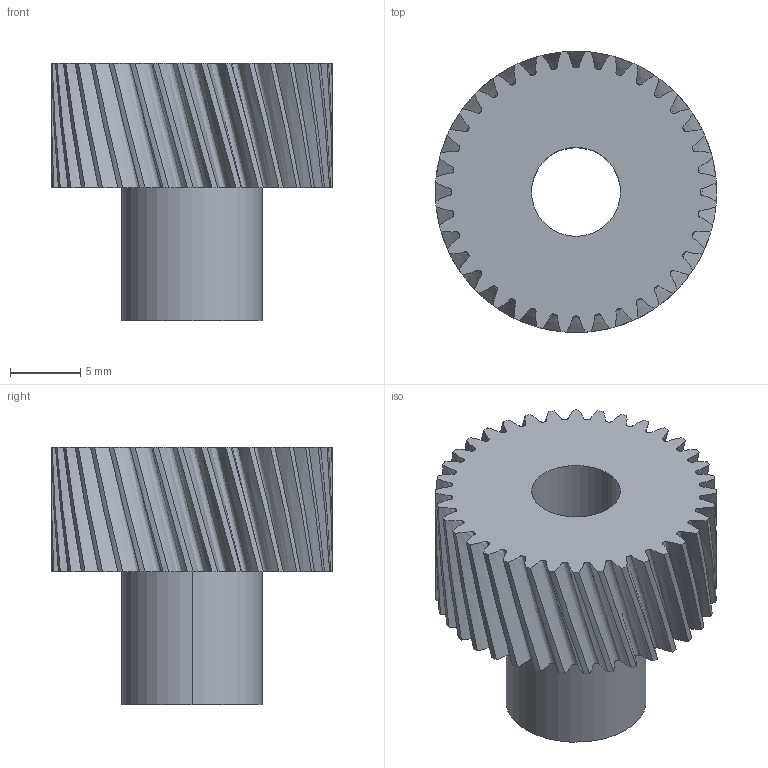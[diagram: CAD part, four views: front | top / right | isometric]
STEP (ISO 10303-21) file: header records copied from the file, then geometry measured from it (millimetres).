
FILE_DESCRIPTION (( 'STEP AP214' ), '1' );
FILE_NAME ('Gear00284.STEP', '2017-09-12T08:58:37', ( '13' ), ( '' ), 'SwSTEP 2.0', 'SolidWorks 2012', '' );
FILE_SCHEMA (( 'AUTOMOTIVE_DESIGN' ));
Length unit declared in the file: millimetre
Products named in the file (1): Gear00284
Bounding box: 20.07 x 20.07 x 18.4 mm (x, y, z)
Volume: 2676 mm3; surface area: 2222.1 mm2
Topology: 1 solids, 1 shells, 81 faces, 234 edges, 156 vertices
Faces by surface type: cylinder 42, bspline 36, plane 3
Entity records: 215304 total; most frequent: CARTESIAN_POINT 213598, ORIENTED_EDGE 468, DIRECTION 260, EDGE_CURVE 234, VERTEX_POINT 156, AXIS2_PLACEMENT_3D 127, EDGE_LOOP 84, FACE_OUTER_BOUND 81
